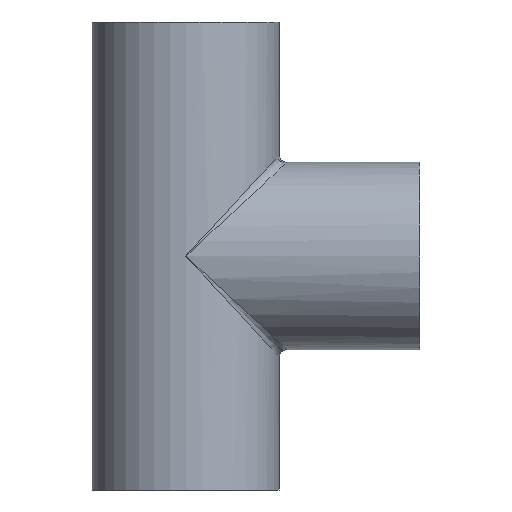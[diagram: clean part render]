
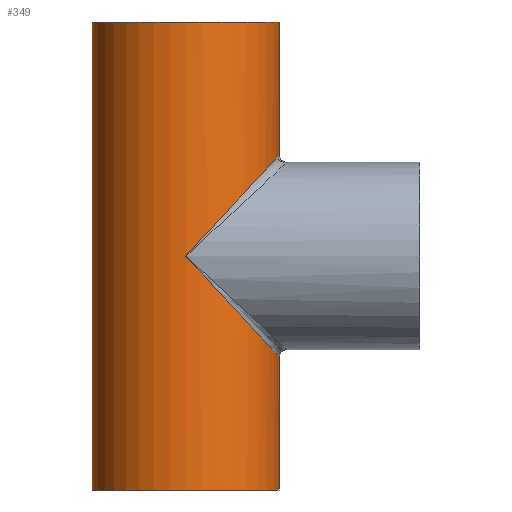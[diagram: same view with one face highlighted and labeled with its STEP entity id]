
A CAD part, front view. The second image highlights one B-rep face of the part: STEP entity #349.
In plain terms, the highlighted cylindrical face has radius 31.75 mm (diameter 63.5 mm), a partial arc.
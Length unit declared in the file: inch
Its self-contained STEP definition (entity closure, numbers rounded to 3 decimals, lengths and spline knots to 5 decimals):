
#21 = ORIENTED_EDGE ( 'NONE', *, *, #628, .F. ) ;
#60 = DIRECTION ( 'NONE',  ( 1., 0., 0. ) ) ;
#131 = CARTESIAN_POINT ( 'NONE',  ( 0., 0., -3.12598 ) ) ;
#135 = EDGE_CURVE ( 'NONE', #766, #142, #186, .T. ) ;
#142 = VERTEX_POINT ( 'NONE', #234 ) ;
#153 = CARTESIAN_POINT ( 'NONE',  ( 1.25, -0.73223, 1.34843 ) ) ;
#176 = DIRECTION ( 'NONE',  ( 0., 0., 1. ) ) ;
#185 = DIRECTION ( 'NONE',  ( 0., 0., -1. ) ) ;
#186 = LINE ( 'NONE', #229, #242 ) ;
#209 = CARTESIAN_POINT ( 'NONE',  ( 1.25, -0.73223, -1.34843 ) ) ;
#219 = CARTESIAN_POINT ( 'NONE',  ( 0., -1.25, 0. ) ) ;
#226 = AXIS2_PLACEMENT_3D ( 'NONE', #697, #548, #339 ) ;
#229 = CARTESIAN_POINT ( 'NONE',  ( -1.25, 0., 3.12598 ) ) ;
#232 = VECTOR ( 'NONE', #185, 39.37008 ) ;
#234 = CARTESIAN_POINT ( 'NONE',  ( -1.25, 0., -3.12598 ) ) ;
#242 = VECTOR ( 'NONE', #385, 39.37008 ) ;
#247 = EDGE_CURVE ( 'NONE', #637, #688, #878, .T. ) ;
#256 = DIRECTION ( 'NONE',  ( 0., 0., 1. ) ) ;
#258 = ORIENTED_EDGE ( 'NONE', *, *, #862, .T. ) ;
#279 = VERTEX_POINT ( 'NONE', #650 ) ;
#282 = VERTEX_POINT ( 'NONE', #785 ) ;
#307 = VERTEX_POINT ( 'NONE', #793 ) ;
#327 = CARTESIAN_POINT ( 'NONE',  ( 1.25, 0., 1.34843 ) ) ;
#339 = DIRECTION ( 'NONE',  ( -1., 0., 0. ) ) ;
#342 = CYLINDRICAL_SURFACE ( 'NONE', #226, 1.25 ) ;
#349 = ADVANCED_FACE ( 'NONE', ( #622 ), #342, .T. ) ;
#355 = EDGE_CURVE ( 'NONE', #279, #307, #813, .T. ) ;
#363 = CARTESIAN_POINT ( 'NONE',  ( 1.25, 0., -1.34843 ) ) ;
#385 = DIRECTION ( 'NONE',  ( 0., 0., -1. ) ) ;
#386 = DIRECTION ( 'NONE',  ( 0., 0., -1. ) ) ;
#387 = LINE ( 'NONE', #735, #716 ) ;
#422 = AXIS2_PLACEMENT_3D ( 'NONE', #131, #256, #60 ) ;
#456 = CARTESIAN_POINT ( 'NONE',  ( 0., 0., 3.12598 ) ) ;
#468 = ORIENTED_EDGE ( 'NONE', *, *, #355, .F. ) ;
#491 = CIRCLE ( 'NONE', #422, 1.25 ) ;
#503 = CARTESIAN_POINT ( 'NONE',  ( 0.73223, -1.25, 0.78989 ) ) ;
#510 = EDGE_CURVE ( 'NONE', #279, #637, #516, .T. ) ;
#516 =( BOUNDED_CURVE ( )  B_SPLINE_CURVE ( 3, ( #363, #209, #710, #851 ),
 .UNSPECIFIED., .F., .F. ) 
 B_SPLINE_CURVE_WITH_KNOTS ( ( 4, 4 ),
 ( 3.14159, 4.71239 ),
 .UNSPECIFIED. ) 
 CURVE ( )  GEOMETRIC_REPRESENTATION_ITEM ( )  RATIONAL_B_SPLINE_CURVE ( ( 1., 0.805, 0.805, 1. ) ) 
 REPRESENTATION_ITEM ( '' )  );
#518 = CIRCLE ( 'NONE', #676, 1.25 ) ;
#548 = DIRECTION ( 'NONE',  ( 0., 0., -1. ) ) ;
#598 = CARTESIAN_POINT ( 'NONE',  ( 0., -1.25, 0. ) ) ;
#615 = CARTESIAN_POINT ( 'NONE',  ( 1.25, 0., 3.12598 ) ) ;
#622 = FACE_OUTER_BOUND ( 'NONE', #920, .T. ) ;
#628 = EDGE_CURVE ( 'NONE', #766, #282, #518, .T. ) ;
#637 = VERTEX_POINT ( 'NONE', #598 ) ;
#650 = CARTESIAN_POINT ( 'NONE',  ( 1.25, 0., -1.34843 ) ) ;
#662 = ORIENTED_EDGE ( 'NONE', *, *, #247, .T. ) ;
#676 = AXIS2_PLACEMENT_3D ( 'NONE', #456, #176, #808 ) ;
#688 = VERTEX_POINT ( 'NONE', #327 ) ;
#697 = CARTESIAN_POINT ( 'NONE',  ( 0., 0., 3.12598 ) ) ;
#701 = EDGE_CURVE ( 'NONE', #282, #688, #387, .T. ) ;
#710 = CARTESIAN_POINT ( 'NONE',  ( 0.73223, -1.25, -0.78989 ) ) ;
#716 = VECTOR ( 'NONE', #386, 39.37008 ) ;
#735 = CARTESIAN_POINT ( 'NONE',  ( 1.25, 0., 3.12598 ) ) ;
#755 = ORIENTED_EDGE ( 'NONE', *, *, #135, .T. ) ;
#758 = CARTESIAN_POINT ( 'NONE',  ( -1.25, 0., 3.12598 ) ) ;
#766 = VERTEX_POINT ( 'NONE', #758 ) ;
#785 = CARTESIAN_POINT ( 'NONE',  ( 1.25, 0., 3.12598 ) ) ;
#788 = CARTESIAN_POINT ( 'NONE',  ( 1.25, 0., 1.34843 ) ) ;
#793 = CARTESIAN_POINT ( 'NONE',  ( 1.25, 0., -3.12598 ) ) ;
#808 = DIRECTION ( 'NONE',  ( 1., 0., 0. ) ) ;
#813 = LINE ( 'NONE', #615, #232 ) ;
#830 = ORIENTED_EDGE ( 'NONE', *, *, #510, .T. ) ;
#840 = ORIENTED_EDGE ( 'NONE', *, *, #701, .F. ) ;
#851 = CARTESIAN_POINT ( 'NONE',  ( 0., -1.25, 0. ) ) ;
#862 = EDGE_CURVE ( 'NONE', #142, #307, #491, .T. ) ;
#878 =( BOUNDED_CURVE ( )  B_SPLINE_CURVE ( 3, ( #219, #503, #153, #788 ),
 .UNSPECIFIED., .F., .F. ) 
 B_SPLINE_CURVE_WITH_KNOTS ( ( 4, 4 ),
 ( 1.5708, 3.14159 ),
 .UNSPECIFIED. ) 
 CURVE ( )  GEOMETRIC_REPRESENTATION_ITEM ( )  RATIONAL_B_SPLINE_CURVE ( ( 1., 0.805, 0.805, 1. ) ) 
 REPRESENTATION_ITEM ( '' )  );
#920 = EDGE_LOOP ( 'NONE', ( #840, #21, #755, #258, #468, #830, #662 ) ) ;
